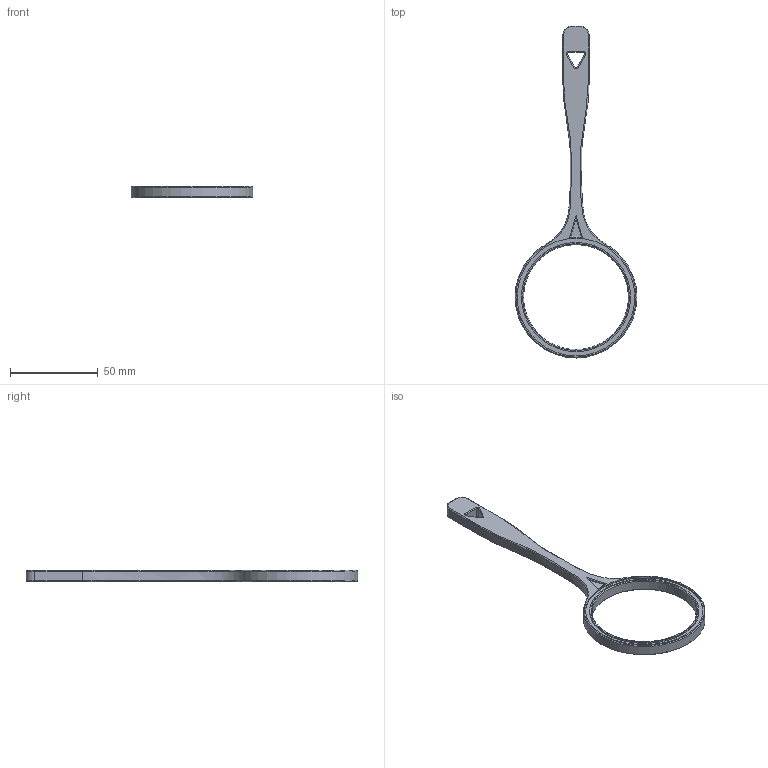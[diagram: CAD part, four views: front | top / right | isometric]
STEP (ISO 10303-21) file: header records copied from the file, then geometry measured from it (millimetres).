
FILE_DESCRIPTION(/* description */ (''),/* implementation_level */ '2;1');
FILE_NAME(/* name */ 'hoop_dualcolor_v2.step',/* time_stamp */ '2025-09-16T17:42:08+02:00',/* author */ (''),/* organization */ (''),/* preprocessor_version */ 'ST-DEVELOPER v20.1',/* originating_system */ 'Autodesk Translation Framework v14.17.0.0',/* authorisation */ '');
FILE_SCHEMA (('AUTOMOTIVE_DESIGN { 1 0 10303 214 3 1 1 }'));
Length unit declared in the file: millimetre
Products named in the file (1): hoop
Bounding box: 69.6 x 189.7 x 6.6 mm (x, y, z)
Volume: 13009.2 mm3; surface area: 9912.4 mm2
Topology: 1 solids, 3 shells, 75 faces, 153 edges, 90 vertices
Faces by surface type: plane 38, cone 16, cylinder 15, bspline 6
Full cylindrical faces by diameter (mm): 10.2 x2, 60 x1, 62.4 x2, 67.2 x2
Entity records: 2336 total; most frequent: CARTESIAN_POINT 737, DIRECTION 327, ORIENTED_EDGE 306, EDGE_CURVE 153, AXIS2_PLACEMENT_3D 116, LINE 95, VECTOR 95, VERTEX_POINT 90
